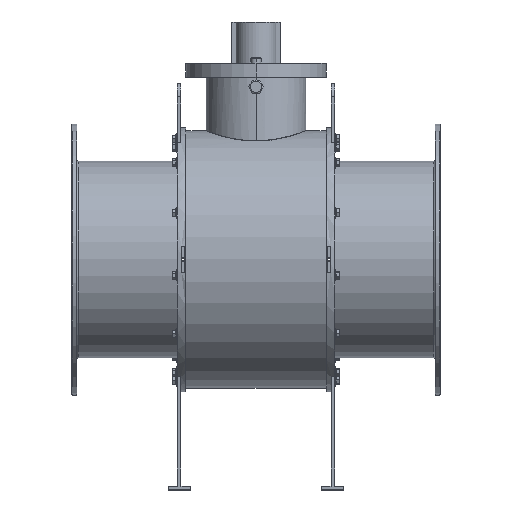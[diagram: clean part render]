
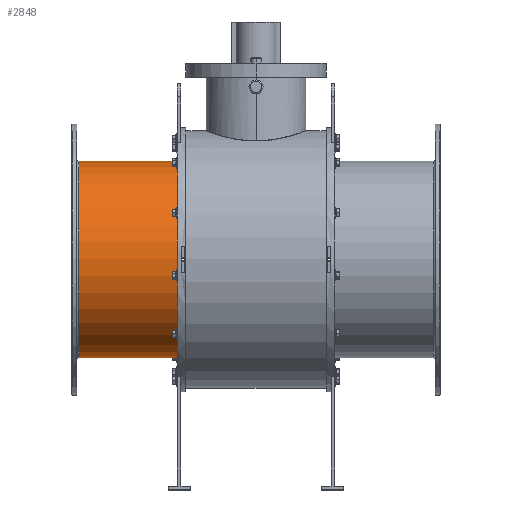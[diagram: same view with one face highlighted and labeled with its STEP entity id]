
A CAD part, top view. The second image highlights one B-rep face of the part: STEP entity #2848.
In plain terms, the highlighted cylindrical face has radius 290 mm (diameter 580 mm), a partial arc.
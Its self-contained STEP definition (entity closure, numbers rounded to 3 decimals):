
#203 = CIRCLE ( 'NONE', #4067, 290. ) ;
#307 = DIRECTION ( 'NONE',  ( 0., -1., 0. ) ) ;
#384 = DIRECTION ( 'NONE',  ( -1., 0., 0. ) ) ;
#560 = EDGE_CURVE ( 'NONE', #684, #9506, #7707, .T. ) ;
#684 = VERTEX_POINT ( 'NONE', #10685 ) ;
#939 = DIRECTION ( 'NONE',  ( -1., 0., 0. ) ) ;
#1760 = DIRECTION ( 'NONE',  ( 0., -1., 0. ) ) ;
#2023 = VECTOR ( 'NONE', #14021, 1000. ) ;
#2335 = CARTESIAN_POINT ( 'NONE',  ( -524., -290., 0. ) ) ;
#2848 = ADVANCED_FACE ( 'NONE', ( #12340 ), #13330, .T. ) ;
#3158 = EDGE_CURVE ( 'NONE', #13804, #3274, #4286, .T. ) ;
#3274 = VERTEX_POINT ( 'NONE', #7920 ) ;
#3342 = EDGE_CURVE ( 'NONE', #684, #13804, #203, .T. ) ;
#3431 = CARTESIAN_POINT ( 'NONE',  ( -546., 0., 0. ) ) ;
#3463 = VECTOR ( 'NONE', #939, 1000. ) ;
#3698 = DIRECTION ( 'NONE',  ( -1., 0., 0. ) ) ;
#4067 = AXIS2_PLACEMENT_3D ( 'NONE', #9467, #3698, #10462 ) ;
#4286 = LINE ( 'NONE', #9822, #2023 ) ;
#4361 = ORIENTED_EDGE ( 'NONE', *, *, #3158, .T. ) ;
#4758 = CARTESIAN_POINT ( 'NONE',  ( -524., 0., 0. ) ) ;
#7707 = LINE ( 'NONE', #8618, #3463 ) ;
#7795 = EDGE_LOOP ( 'NONE', ( #8517, #4361, #8030, #10827 ) ) ;
#7920 = CARTESIAN_POINT ( 'NONE',  ( -524., 290., 0. ) ) ;
#8030 = ORIENTED_EDGE ( 'NONE', *, *, #10883, .T. ) ;
#8067 = AXIS2_PLACEMENT_3D ( 'NONE', #4758, #9231, #1760 ) ;
#8513 = CIRCLE ( 'NONE', #8067, 290. ) ;
#8517 = ORIENTED_EDGE ( 'NONE', *, *, #3342, .T. ) ;
#8618 = CARTESIAN_POINT ( 'NONE',  ( -546., -290., 0. ) ) ;
#9231 = DIRECTION ( 'NONE',  ( 1., 0., 0. ) ) ;
#9467 = CARTESIAN_POINT ( 'NONE',  ( -232.5, 0., 0. ) ) ;
#9506 = VERTEX_POINT ( 'NONE', #2335 ) ;
#9822 = CARTESIAN_POINT ( 'NONE',  ( -546., 290., 0. ) ) ;
#10462 = DIRECTION ( 'NONE',  ( 0., 0., 1. ) ) ;
#10685 = CARTESIAN_POINT ( 'NONE',  ( -232.5, -290., 0. ) ) ;
#10827 = ORIENTED_EDGE ( 'NONE', *, *, #560, .F. ) ;
#10883 = EDGE_CURVE ( 'NONE', #3274, #9506, #8513, .T. ) ;
#12340 = FACE_OUTER_BOUND ( 'NONE', #7795, .T. ) ;
#12359 = CARTESIAN_POINT ( 'NONE',  ( -232.5, 290., 0. ) ) ;
#13330 = CYLINDRICAL_SURFACE ( 'NONE', #14042, 290. ) ;
#13804 = VERTEX_POINT ( 'NONE', #12359 ) ;
#14021 = DIRECTION ( 'NONE',  ( -1., 0., 0. ) ) ;
#14042 = AXIS2_PLACEMENT_3D ( 'NONE', #3431, #384, #307 ) ;
